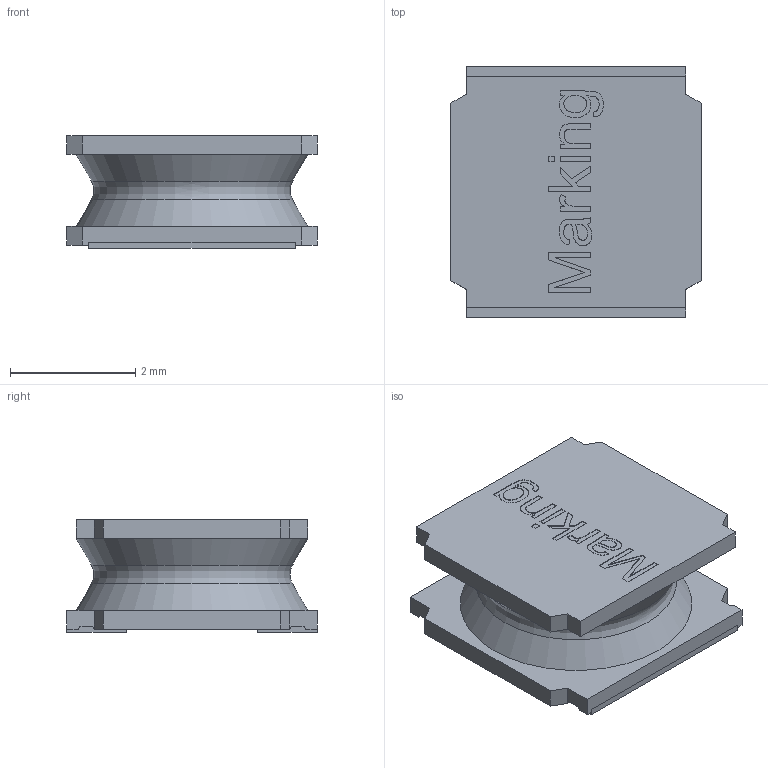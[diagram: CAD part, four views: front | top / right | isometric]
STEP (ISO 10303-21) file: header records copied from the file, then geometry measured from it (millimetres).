
FILE_DESCRIPTION( ( 'Unknown' ), '1' );
FILE_NAME( 'IndLQS_4018.stp', 'Unknown', ( 'Unknown' ), ( 'Unknown' ), 'PSStep 17.0.49', 'Unknown', ' ' );
FILE_SCHEMA( ( 'AUTOMOTIVE_DESIGN { 1 0 10303 214 1 1 1 1 }' ) );
Length unit declared in the file: millimetre
Products named in the file (4): Assem1; housing; contact; Glue
Assembly tree (4 placements, depth 2):
  Assem1
    housing
    contact  x2
    Glue
Bounding box: 4 x 4 x 1.8 mm (x, y, z)
Volume: 19.6 mm3; surface area: 123.1 mm2
Topology: 4 solids, 4 shells, 151 faces, 384 edges, 253 vertices
Faces by surface type: plane 122, extrusion 16, cylinder 10, cone 2, torus 1
Full cylindrical faces by diameter (mm): 2 x2
Entity records: 6129 total; most frequent: CARTESIAN_POINT 1654, ORIENTED_EDGE 724, DIRECTION 540, EDGE_CURVE 362, VERTEX_POINT 242, VECTOR 234, LINE 218, EDGE_LOOP 164
